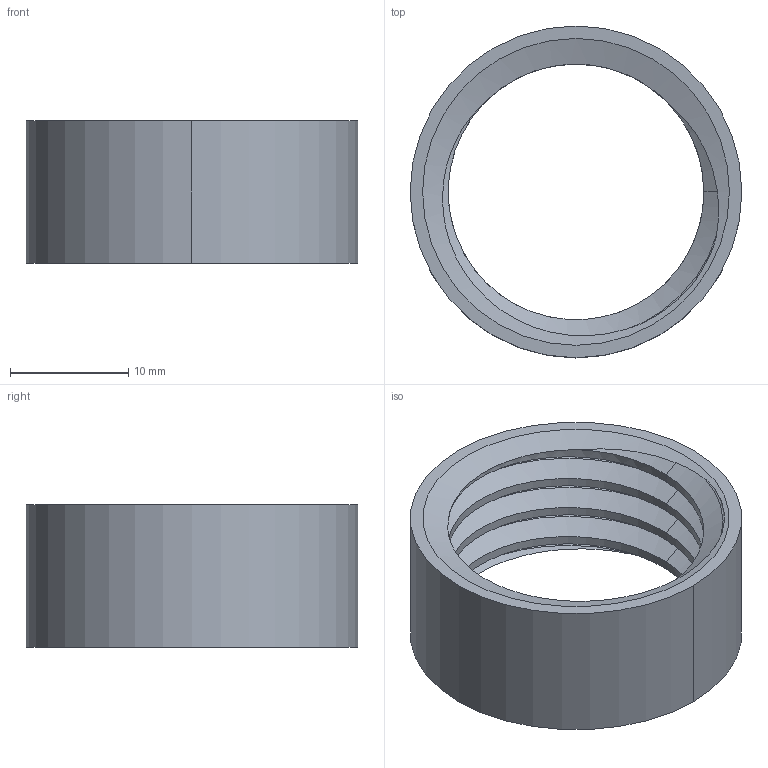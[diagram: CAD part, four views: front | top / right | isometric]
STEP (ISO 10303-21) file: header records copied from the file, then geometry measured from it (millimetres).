
FILE_DESCRIPTION(('FreeCAD Model'),'2;1');
FILE_NAME('Open CASCADE Shape Model','2022-02-10T05:29:10',('Author'),( ''),'Open CASCADE STEP processor 7.5','FreeCAD','Unknown');
FILE_SCHEMA(('AUTOMOTIVE_DESIGN { 1 0 10303 214 1 1 1 1 }'));
Length unit declared in the file: millimetre
Products named in the file (2): x_axis_idler_end_nut; Cut022
Assembly tree (1 placements, depth 2):
  x_axis_idler_end_nut
    Cut022
Bounding box: 28 x 28 x 12 mm (x, y, z)
Volume: 2332.1 mm3; surface area: 2822.7 mm2
Topology: 1 solids, 1 shells, 27 faces, 62 edges, 33 vertices
Faces by surface type: bspline 20, cylinder 3, plane 2, cone 2
Entity records: 3293 total; most frequent: CARTESIAN_POINT 2268, DIRECTION 116, ORIENTED_EDGE 116, PCURVE 116, DEFINITIONAL_REPRESENTATION 116, B_SPLINE_CURVE_WITH_KNOTS 76, LINE 74, VECTOR 74
